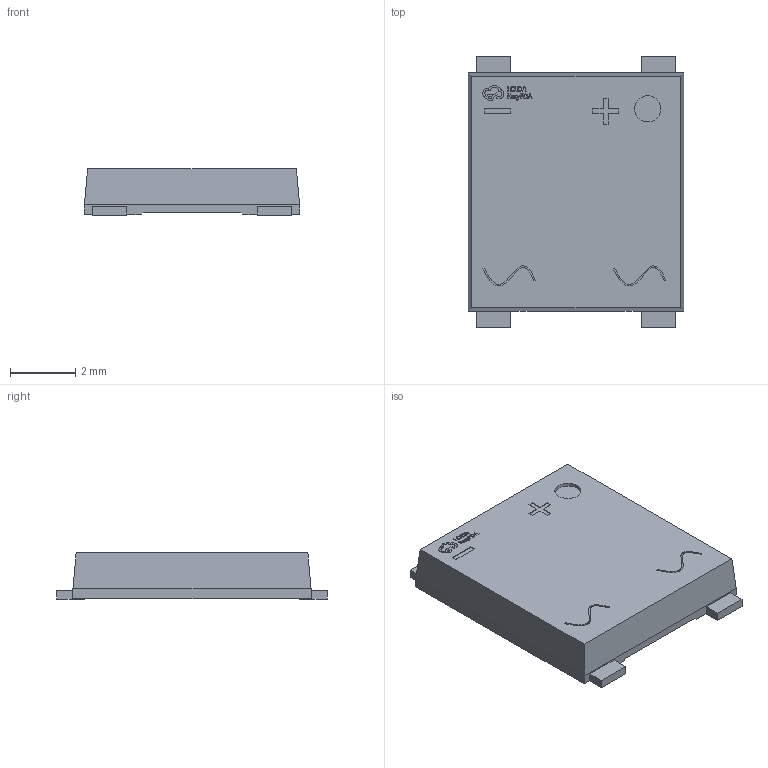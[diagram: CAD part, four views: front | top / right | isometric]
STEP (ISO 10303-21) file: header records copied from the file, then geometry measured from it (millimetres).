
FILE_DESCRIPTION (( 'STEP AP214' ), '1' );
FILE_NAME ('JBF-SMD_4P-L7.3-W6.6-P5.10-LS8.3-TR.step', '2022-08-04T05:23:38', ( '' ), ( '' ), 'SwSTEP 2.0', 'SolidWorks 2020', '' );
FILE_SCHEMA (( 'AUTOMOTIVE_DESIGN' ));
Length unit declared in the file: millimetre
Products named in the file (1): JBF-SMD_4P-L7.3-W6.6-P5.10-LS8.3-TR
Bounding box: 6.6 x 8.3 x 1.42 mm (x, y, z)
Volume: 65.2 mm3; surface area: 139.8 mm2
Topology: 14 solids, 14 shells, 359 faces, 953 edges, 634 vertices
Faces by surface type: plane 241, bspline 116, cylinder 2
Entity records: 16431 total; most frequent: CARTESIAN_POINT 4175, ORIENTED_EDGE 1906, DIRECTION 1209, EDGE_CURVE 953, VECTOR 713, LINE 713, VERTEX_POINT 634, EDGE_LOOP 383
